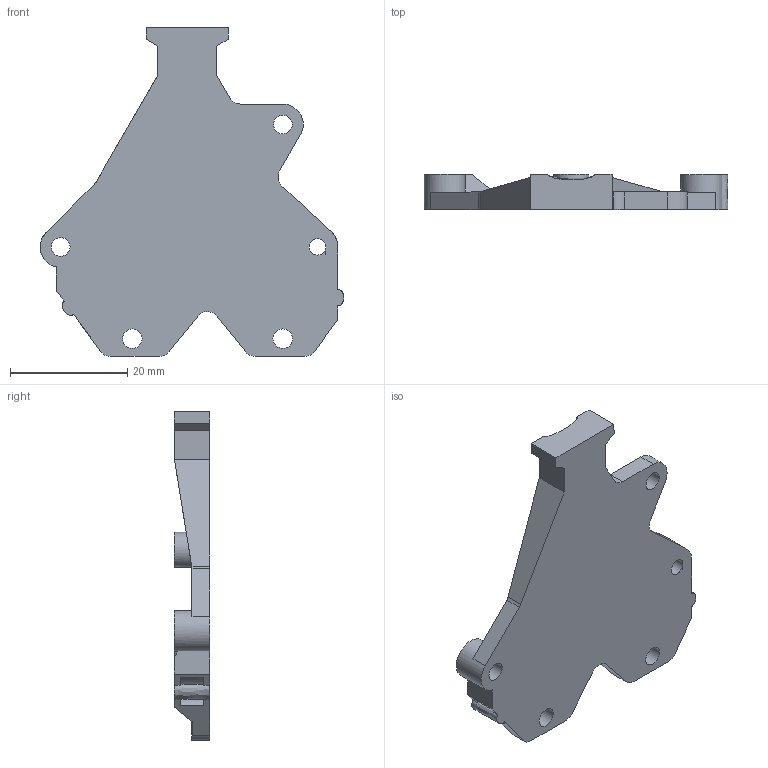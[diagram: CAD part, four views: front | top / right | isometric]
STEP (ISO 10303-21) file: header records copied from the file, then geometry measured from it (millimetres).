
FILE_DESCRIPTION(/* description */ (''),/* implementation_level */ '2;1');
FILE_NAME(/* name */ 'v0.2 Dragon_Burner_Orbiter2.0 Umbilical Toolhead Mount v28.step',/* time_stamp */ '2023-06-18T15:43:51+12:00',/* author */ (''),/* organization */ (''),/* preprocessor_version */ 'ST-DEVELOPER v19.2',/* originating_system */ 'Autodesk Translation Framework v12.6.0.85',/* authorisation */ '');
FILE_SCHEMA (('AUTOMOTIVE_DESIGN { 1 0 10303 214 3 1 1 }'));
Length unit declared in the file: millimetre
Products named in the file (1): v0.2 Dragon_Burner_Orbiter2.0 Umbilical Toolhead Mount
Bounding box: 51.84 x 6 x 56.18 mm (x, y, z)
Volume: 6383.3 mm3; surface area: 4897.7 mm2
Topology: 1 solids, 1 shells, 65 faces, 195 edges, 129 vertices
Faces by surface type: plane 41, cylinder 19, bspline 5
Full cylindrical faces by diameter (mm): 2.8 x1, 3.2 x2, 3.35 x2, 6 x1, 7 x1
Entity records: 2410 total; most frequent: CARTESIAN_POINT 451, ORIENTED_EDGE 390, DIRECTION 375, EDGE_CURVE 195, LINE 137, VECTOR 137, VERTEX_POINT 129, AXIS2_PLACEMENT_3D 119
